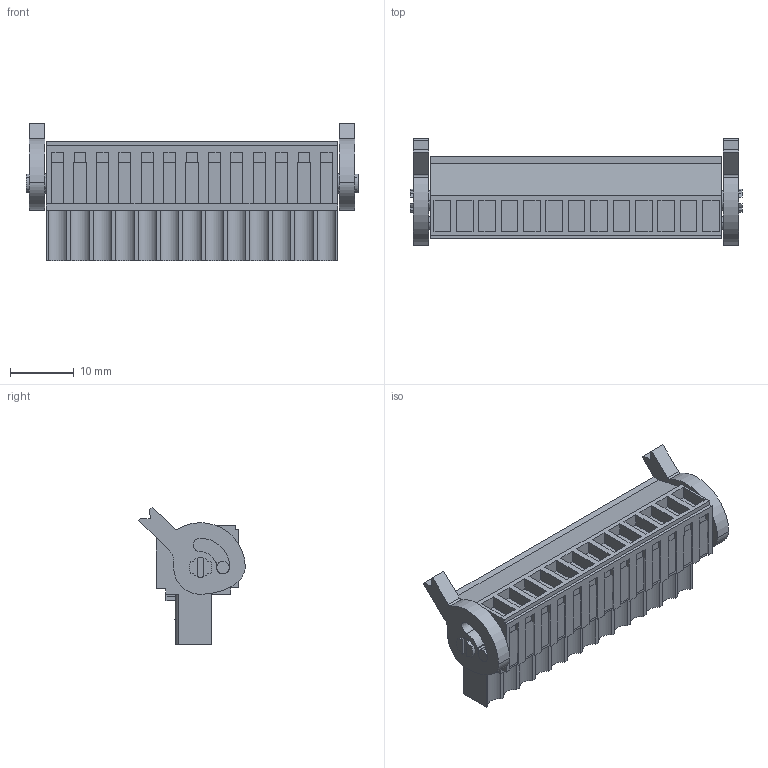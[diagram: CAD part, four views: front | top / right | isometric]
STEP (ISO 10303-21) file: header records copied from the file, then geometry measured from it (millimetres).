
FILE_DESCRIPTION(('CATIA V5 STEP Exchange','CAx-IF Rec.Pracs.--- Model Styling and Organization---1.2---2011-12-15'),'2;1');
FILE_NAME ('D1454455_0_1687760000_1687760000.stp','2017-04-25T12:21:28+00:00',('none'),('Weidmueller'),'CATIA Version 5-6 Release 2014','CATIA V5 STEP AP214','none');
FILE_SCHEMA(('AUTOMOTIVE_DESIGN { 1 0 10303 214 1 1 1 1 }'));
Length unit declared in the file: millimetre
Products named in the file (1): 1687760000
Bounding box: 51.9 x 16.66 x 21.53 mm (x, y, z)
Volume: 7264.3 mm3; surface area: 6084.5 mm2
Topology: 16 solids, 16 shells, 853 faces, 2389 edges, 1624 vertices
Faces by surface type: plane 737, cylinder 114, extrusion 2
Entity records: 25043 total; most frequent: ORIENTED_EDGE 4778, CARTESIAN_POINT 4504, DIRECTION 3291, EDGE_CURVE 2389, VECTOR 2015, LINE 2013, VERTEX_POINT 1624, EDGE_LOOP 917
